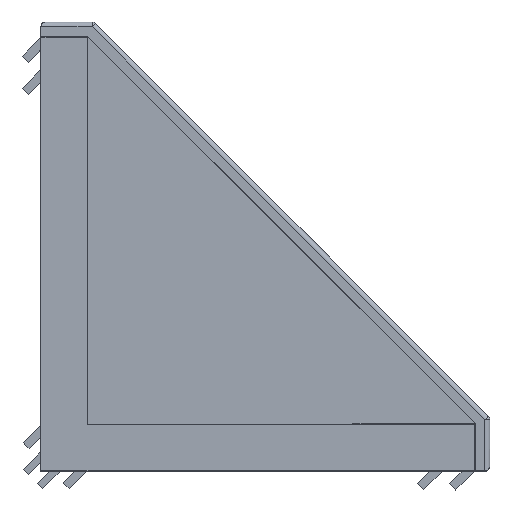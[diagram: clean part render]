
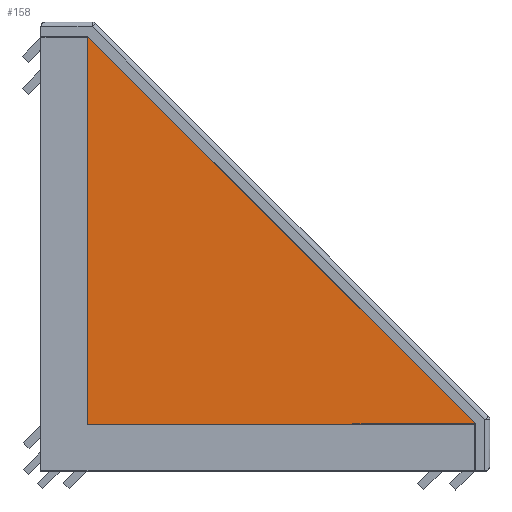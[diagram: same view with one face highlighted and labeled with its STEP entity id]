
A CAD part, top view. The second image highlights one B-rep face of the part: STEP entity #158.
In plain terms, the highlighted planar face has unit normal (0, 0, 1).
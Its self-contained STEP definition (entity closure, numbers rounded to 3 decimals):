
#4 = FACE_OUTER_BOUND ( 'NONE', #4391, .T. ) ;
#59 = DIRECTION ( 'NONE',  ( 1., 0.001, 0. ) ) ;
#81 = CARTESIAN_POINT ( 'NONE',  ( 9.5, 9.5, 21. ) ) ;
#158 = ADVANCED_FACE ( 'NONE', ( #4 ), #2265, .F. ) ;
#163 = EDGE_CURVE ( 'NONE', #4518, #282, #1548, .T. ) ;
#282 = VERTEX_POINT ( 'NONE', #1076 ) ;
#286 = LINE ( 'NONE', #3224, #3581 ) ;
#1076 = CARTESIAN_POINT ( 'NONE',  ( 88.1, 9.541, 21. ) ) ;
#1193 = EDGE_CURVE ( 'NONE', #3136, #4518, #286, .T. ) ;
#1225 = DIRECTION ( 'NONE',  ( -0.707, 0.707, 0. ) ) ;
#1332 = VECTOR ( 'NONE', #1225, 1000. ) ;
#1479 = CARTESIAN_POINT ( 'NONE',  ( 0., 0., 21. ) ) ;
#1548 = LINE ( 'NONE', #81, #4643 ) ;
#1771 = DIRECTION ( 'NONE',  ( 0., -1., 0. ) ) ;
#1821 = CARTESIAN_POINT ( 'NONE',  ( 9.5, 9.5, 21. ) ) ;
#1856 = ORIENTED_EDGE ( 'NONE', *, *, #163, .T. ) ;
#1976 = LINE ( 'NONE', #3082, #1332 ) ;
#2264 = CARTESIAN_POINT ( 'NONE',  ( 9.5, 88.1, 21. ) ) ;
#2265 = PLANE ( 'NONE',  #2894 ) ;
#2894 = AXIS2_PLACEMENT_3D ( 'NONE', #1479, #3317, #3640 ) ;
#2912 = EDGE_CURVE ( 'NONE', #282, #3136, #1976, .T. ) ;
#3082 = CARTESIAN_POINT ( 'NONE',  ( 88.1, 9.541, 21. ) ) ;
#3136 = VERTEX_POINT ( 'NONE', #2264 ) ;
#3224 = CARTESIAN_POINT ( 'NONE',  ( 9.5, 88.1, 21. ) ) ;
#3317 = DIRECTION ( 'NONE',  ( 0., 0., -1. ) ) ;
#3581 = VECTOR ( 'NONE', #1771, 1000. ) ;
#3640 = DIRECTION ( 'NONE',  ( -1., 0., 0. ) ) ;
#3815 = ORIENTED_EDGE ( 'NONE', *, *, #2912, .T. ) ;
#4189 = ORIENTED_EDGE ( 'NONE', *, *, #1193, .T. ) ;
#4391 = EDGE_LOOP ( 'NONE', ( #1856, #3815, #4189 ) ) ;
#4518 = VERTEX_POINT ( 'NONE', #1821 ) ;
#4643 = VECTOR ( 'NONE', #59, 1000. ) ;
